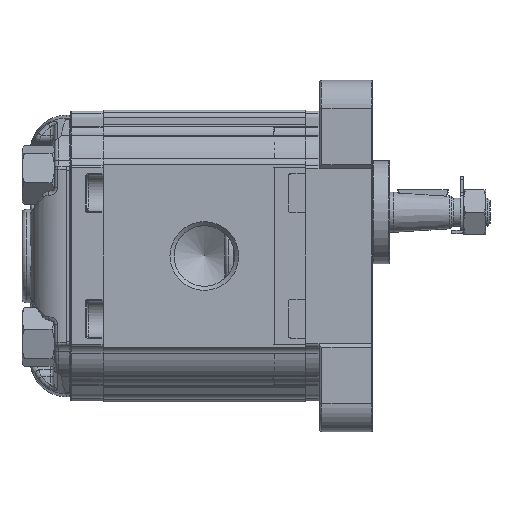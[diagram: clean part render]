
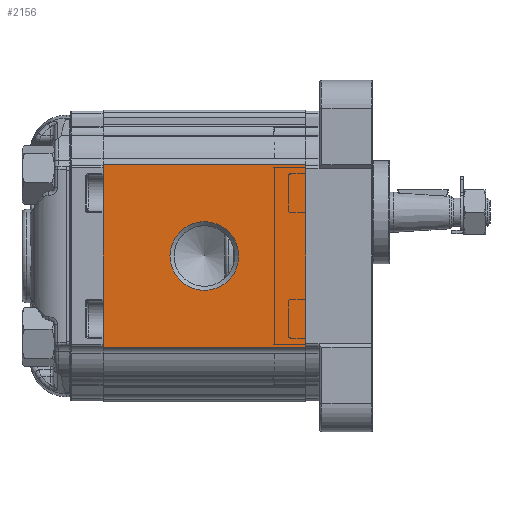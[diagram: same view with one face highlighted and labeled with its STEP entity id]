
A CAD part, left-side view. The second image highlights one B-rep face of the part: STEP entity #2156.
In plain terms, the highlighted planar face has unit normal (-1, 0, 0).
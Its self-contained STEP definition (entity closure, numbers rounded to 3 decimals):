
#2156 = ADVANCED_FACE( '', ( #5525, #5526 ), #5527, .T. );
#5525 = FACE_BOUND( '', #10912, .T. );
#5526 = FACE_OUTER_BOUND( '', #10913, .T. );
#5527 = PLANE( '', #10914 );
#10912 = EDGE_LOOP( '', ( #19767 ) );
#10913 = EDGE_LOOP( '', ( #19768, #19769, #19770, #19771 ) );
#10914 = AXIS2_PLACEMENT_3D( '', #19772, #19773, #19774 );
#19767 = ORIENTED_EDGE( '', *, *, #31324, .F. );
#19768 = ORIENTED_EDGE( '', *, *, #31325, .T. );
#19769 = ORIENTED_EDGE( '', *, *, #30529, .T. );
#19770 = ORIENTED_EDGE( '', *, *, #30002, .T. );
#19771 = ORIENTED_EDGE( '', *, *, #31326, .F. );
#19772 = CARTESIAN_POINT( '', ( -33., 127.919, 48.138 ) );
#19773 = DIRECTION( '', ( -1., 0., 0. ) );
#19774 = DIRECTION( '', ( 0., 0., 1. ) );
#30002 = EDGE_CURVE( '', #35326, #35327, #35328, .F. );
#30529 = EDGE_CURVE( '', #36251, #35326, #36252, .T. );
#31324 = EDGE_CURVE( '', #37555, #37555, #37556, .F. );
#31325 = EDGE_CURVE( '', #37557, #36251, #37558, .T. );
#31326 = EDGE_CURVE( '', #37557, #35327, #37559, .T. );
#35326 = VERTEX_POINT( '', #43298 );
#35327 = VERTEX_POINT( '', #43299 );
#35328 = LINE( '', #43300, #43301 );
#36251 = VERTEX_POINT( '', #44838 );
#36252 = LINE( '', #44839, #44840 );
#37555 = VERTEX_POINT( '', #47511 );
#37556 = CIRCLE( '', #47512, 8.475 );
#37557 = VERTEX_POINT( '', #47513 );
#37558 = LINE( '', #47514, #47515 );
#37559 = LINE( '', #47516, #47517 );
#43298 = CARTESIAN_POINT( '', ( -33., 0., 22.5 ) );
#43299 = CARTESIAN_POINT( '', ( -33., 50., 22.5 ) );
#43300 = CARTESIAN_POINT( '', ( -33., 50., 22.5 ) );
#43301 = VECTOR( '', #57258, 1000. );
#44838 = CARTESIAN_POINT( '', ( -33., 0., -22.5 ) );
#44839 = CARTESIAN_POINT( '', ( -33., 0., -21.711 ) );
#44840 = VECTOR( '', #57999, 1000. );
#47511 = CARTESIAN_POINT( '', ( -33., 25., -8.475 ) );
#47512 = AXIS2_PLACEMENT_3D( '', #59069, #59070, #59071 );
#47513 = CARTESIAN_POINT( '', ( -33., 50., -22.5 ) );
#47514 = CARTESIAN_POINT( '', ( -33., 50., -22.5 ) );
#47515 = VECTOR( '', #59072, 1000. );
#47516 = CARTESIAN_POINT( '', ( -33., 50., -21.711 ) );
#47517 = VECTOR( '', #59073, 1000. );
#57258 = DIRECTION( '', ( 0., -1., 0. ) );
#57999 = DIRECTION( '', ( 0., 0., 1. ) );
#59069 = CARTESIAN_POINT( '', ( -33., 25., 0. ) );
#59070 = DIRECTION( '', ( 1., 0., 0. ) );
#59071 = DIRECTION( '', ( 0., 0., -1. ) );
#59072 = DIRECTION( '', ( 0., -1., 0. ) );
#59073 = DIRECTION( '', ( 0., 0., 1. ) );
